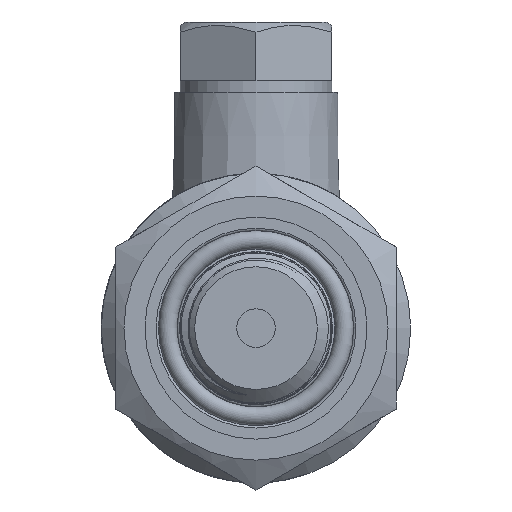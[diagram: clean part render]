
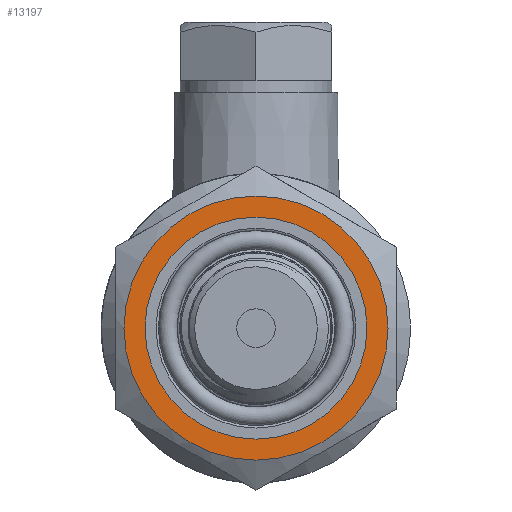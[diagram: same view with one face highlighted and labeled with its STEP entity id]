
A CAD part, left-side view. The second image highlights one B-rep face of the part: STEP entity #13197.
In plain terms, the highlighted planar face has unit normal (-1, 0, 0).
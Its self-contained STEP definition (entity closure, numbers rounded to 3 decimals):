
#1170=FACE_BOUND('',#3963,.T.);
#3179=FACE_OUTER_BOUND('',#3962,.T.);
#3962=EDGE_LOOP('',(#8942));
#3963=EDGE_LOOP('',(#8943));
#4798=CIRCLE('',#14056,11.3);
#4799=CIRCLE('',#14057,9.5);
#5359=VERTEX_POINT('',#19185);
#5360=VERTEX_POINT('',#19187);
#6788=EDGE_CURVE('',#5359,#5359,#4798,.T.);
#6789=EDGE_CURVE('',#5360,#5360,#4799,.T.);
#8942=ORIENTED_EDGE('',*,*,#6788,.T.);
#8943=ORIENTED_EDGE('',*,*,#6789,.T.);
#13022=PLANE('',#14055);
#13197=ADVANCED_FACE('',(#3179,#1170),#13022,.T.);
#14055=AXIS2_PLACEMENT_3D('',#19184,#15130,#15131);
#14056=AXIS2_PLACEMENT_3D('',#19186,#15132,#15133);
#14057=AXIS2_PLACEMENT_3D('',#19188,#15134,#15135);
#15130=DIRECTION('center_axis',(-1.,0.,0.));
#15131=DIRECTION('ref_axis',(0.,0.,1.));
#15132=DIRECTION('center_axis',(-1.,0.,0.));
#15133=DIRECTION('ref_axis',(0.,1.,0.));
#15134=DIRECTION('center_axis',(1.,0.,0.));
#15135=DIRECTION('ref_axis',(0.,0.,-1.));
#19184=CARTESIAN_POINT('Origin',(14.,12.,0.));
#19185=CARTESIAN_POINT('',(14.,-11.3,0.));
#19186=CARTESIAN_POINT('Origin',(14.,0.,0.));
#19187=CARTESIAN_POINT('',(14.,-9.5,0.));
#19188=CARTESIAN_POINT('Origin',(14.,0.,0.));
